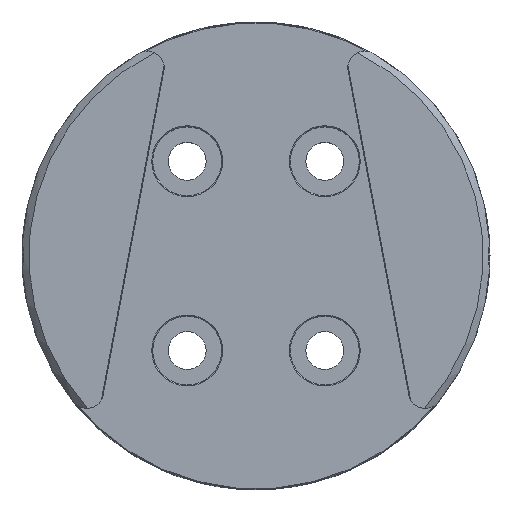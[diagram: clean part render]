
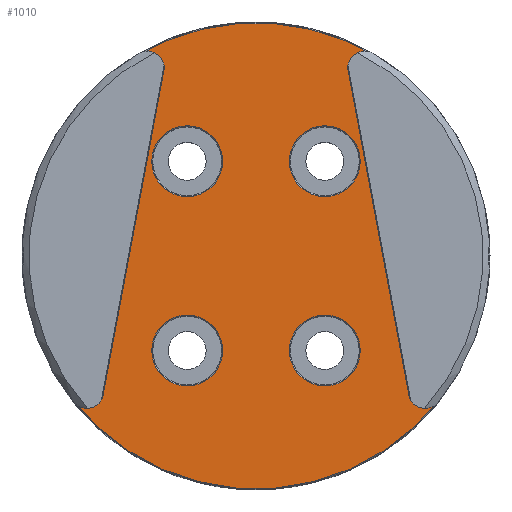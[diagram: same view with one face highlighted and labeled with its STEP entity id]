
A CAD part, top view. The second image highlights one B-rep face of the part: STEP entity #1010.
In plain terms, the highlighted planar face has unit normal (0, 0, 1).
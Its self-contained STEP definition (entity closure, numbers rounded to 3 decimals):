
#15=FACE_BOUND('',#273,.T.);
#16=FACE_BOUND('',#274,.T.);
#17=FACE_BOUND('',#275,.T.);
#18=FACE_BOUND('',#276,.T.);
#41=PLANE('',#1118);
#128=CIRCLE('',#1116,33.85);
#130=CIRCLE('',#1119,33.85);
#131=CIRCLE('',#1120,5.15);
#132=CIRCLE('',#1121,5.15);
#133=CIRCLE('',#1122,5.15);
#134=CIRCLE('',#1123,5.15);
#210=FACE_OUTER_BOUND('',#272,.T.);
#272=EDGE_LOOP('',(#812,#813,#814,#815));
#273=EDGE_LOOP('',(#816));
#274=EDGE_LOOP('',(#817));
#275=EDGE_LOOP('',(#818));
#276=EDGE_LOOP('',(#819));
#357=LINE('',#2154,#409);
#358=LINE('',#2157,#410);
#409=VECTOR('',#1347,10.);
#410=VECTOR('',#1350,10.);
#504=VERTEX_POINT('',#2141);
#505=VERTEX_POINT('',#2145);
#507=VERTEX_POINT('',#2153);
#508=VERTEX_POINT('',#2155);
#509=VERTEX_POINT('',#2158);
#510=VERTEX_POINT('',#2160);
#511=VERTEX_POINT('',#2162);
#512=VERTEX_POINT('',#2164);
#620=EDGE_CURVE('',#504,#505,#128,.T.);
#623=EDGE_CURVE('',#507,#504,#357,.T.);
#624=EDGE_CURVE('',#508,#507,#130,.T.);
#625=EDGE_CURVE('',#508,#505,#358,.T.);
#626=EDGE_CURVE('',#509,#509,#131,.T.);
#627=EDGE_CURVE('',#510,#510,#132,.T.);
#628=EDGE_CURVE('',#511,#511,#133,.T.);
#629=EDGE_CURVE('',#512,#512,#134,.T.);
#812=ORIENTED_EDGE('',*,*,#620,.F.);
#813=ORIENTED_EDGE('',*,*,#623,.F.);
#814=ORIENTED_EDGE('',*,*,#624,.F.);
#815=ORIENTED_EDGE('',*,*,#625,.T.);
#816=ORIENTED_EDGE('',*,*,#626,.F.);
#817=ORIENTED_EDGE('',*,*,#627,.F.);
#818=ORIENTED_EDGE('',*,*,#628,.F.);
#819=ORIENTED_EDGE('',*,*,#629,.F.);
#1010=ADVANCED_FACE('',(#210,#15,#16,#17,#18),#41,.T.);
#1116=AXIS2_PLACEMENT_3D('',#2146,#1341,#1342);
#1118=AXIS2_PLACEMENT_3D('',#2152,#1345,#1346);
#1119=AXIS2_PLACEMENT_3D('',#2156,#1348,#1349);
#1120=AXIS2_PLACEMENT_3D('',#2159,#1351,#1352);
#1121=AXIS2_PLACEMENT_3D('',#2161,#1353,#1354);
#1122=AXIS2_PLACEMENT_3D('',#2163,#1355,#1356);
#1123=AXIS2_PLACEMENT_3D('',#2165,#1357,#1358);
#1341=DIRECTION('center_axis',(0.,0.,-1.));
#1342=DIRECTION('ref_axis',(1.,0.,0.));
#1345=DIRECTION('center_axis',(0.,0.,1.));
#1346=DIRECTION('ref_axis',(-1.,0.,0.));
#1347=DIRECTION('',(0.184,0.983,0.));
#1348=DIRECTION('center_axis',(0.,0.,-1.));
#1349=DIRECTION('ref_axis',(1.,0.,0.));
#1350=DIRECTION('',(-0.184,0.983,0.));
#1351=DIRECTION('center_axis',(0.,0.,1.));
#1352=DIRECTION('ref_axis',(-1.,0.,0.));
#1353=DIRECTION('center_axis',(0.,0.,1.));
#1354=DIRECTION('ref_axis',(-1.,0.,0.));
#1355=DIRECTION('center_axis',(0.,0.,1.));
#1356=DIRECTION('ref_axis',(-1.,0.,0.));
#1357=DIRECTION('center_axis',(0.,0.,1.));
#1358=DIRECTION('ref_axis',(-1.,0.,0.));
#2141=CARTESIAN_POINT('',(-17.537,28.953,9.7));
#2145=CARTESIAN_POINT('',(17.537,28.953,9.7));
#2146=CARTESIAN_POINT('Origin',(0.,0.,9.7));
#2152=CARTESIAN_POINT('Origin',(0.,0.,9.7));
#2153=CARTESIAN_POINT('',(-26.82,-20.652,9.7));
#2154=CARTESIAN_POINT('',(-27.477,-24.163,9.7));
#2155=CARTESIAN_POINT('',(26.82,-20.652,9.7));
#2156=CARTESIAN_POINT('Origin',(0.,0.,9.7));
#2157=CARTESIAN_POINT('',(27.477,-24.163,9.7));
#2158=CARTESIAN_POINT('',(15.15,-13.75,9.7));
#2159=CARTESIAN_POINT('Origin',(10.,-13.75,9.7));
#2160=CARTESIAN_POINT('',(-4.85,13.75,9.7));
#2161=CARTESIAN_POINT('Origin',(-10.,13.75,9.7));
#2162=CARTESIAN_POINT('',(15.15,13.75,9.7));
#2163=CARTESIAN_POINT('Origin',(10.,13.75,9.7));
#2164=CARTESIAN_POINT('',(-4.85,-13.75,9.7));
#2165=CARTESIAN_POINT('Origin',(-10.,-13.75,9.7));
